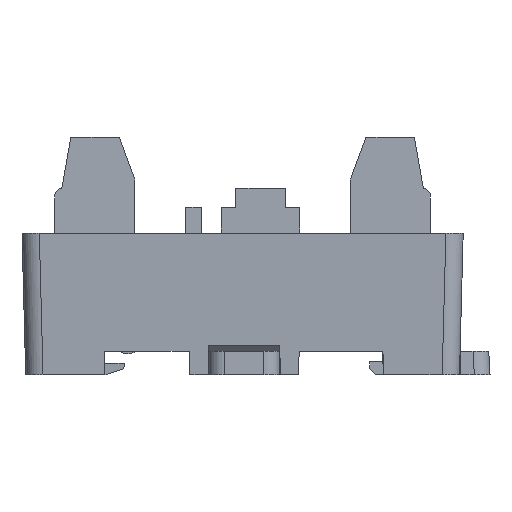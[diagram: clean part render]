
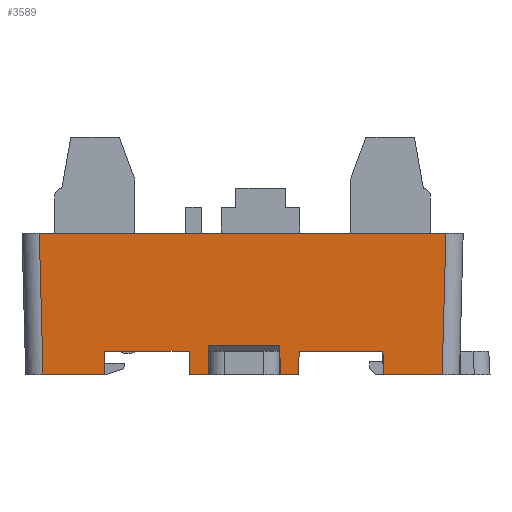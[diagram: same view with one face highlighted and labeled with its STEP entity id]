
A CAD part, left-side view. The second image highlights one B-rep face of the part: STEP entity #3589.
In plain terms, the highlighted planar face has unit normal (-1, 0, -0.026).
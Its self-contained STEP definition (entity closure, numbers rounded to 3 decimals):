
#1930=FACE_OUTER_BOUND('',#7631,.T.);
#3589=ADVANCED_FACE('',(#1930),#5339,.T.);
#5339=PLANE('',#32185);
#7631=EDGE_LOOP('',(#10270,#10271,#10272,#10273,#10274,#10275,#10276,#10277,
#10278,#10279,#10280,#10281,#10282,#10283,#10284,#10285));
#10270=ORIENTED_EDGE('',*,*,#21371,.T.);
#10271=ORIENTED_EDGE('',*,*,#21386,.F.);
#10272=ORIENTED_EDGE('',*,*,#21172,.T.);
#10273=ORIENTED_EDGE('',*,*,#21387,.F.);
#10274=ORIENTED_EDGE('',*,*,#21388,.F.);
#10275=ORIENTED_EDGE('',*,*,#21389,.T.);
#10276=ORIENTED_EDGE('',*,*,#21390,.F.);
#10277=ORIENTED_EDGE('',*,*,#21391,.T.);
#10278=ORIENTED_EDGE('',*,*,#21392,.F.);
#10279=ORIENTED_EDGE('',*,*,#21393,.T.);
#10280=ORIENTED_EDGE('',*,*,#21206,.T.);
#10281=ORIENTED_EDGE('',*,*,#21333,.T.);
#10282=ORIENTED_EDGE('',*,*,#21330,.T.);
#10283=ORIENTED_EDGE('',*,*,#21394,.T.);
#10284=ORIENTED_EDGE('',*,*,#21345,.T.);
#10285=ORIENTED_EDGE('',*,*,#21395,.T.);
#18468=VERTEX_POINT('',#43028);
#18469=VERTEX_POINT('',#43029);
#18502=VERTEX_POINT('',#43095);
#18503=VERTEX_POINT('',#43097);
#18606=VERTEX_POINT('',#43342);
#18607=VERTEX_POINT('',#43344);
#18613=VERTEX_POINT('',#43371);
#18614=VERTEX_POINT('',#43373);
#18630=VERTEX_POINT('',#43417);
#18631=VERTEX_POINT('',#43419);
#18640=VERTEX_POINT('',#43450);
#18641=VERTEX_POINT('',#43452);
#18642=VERTEX_POINT('',#43454);
#18643=VERTEX_POINT('',#43456);
#18644=VERTEX_POINT('',#43458);
#18645=VERTEX_POINT('',#43460);
#21172=EDGE_CURVE('',#18468,#18469,#25388,.T.);
#21206=EDGE_CURVE('',#18503,#18502,#25420,.T.);
#21330=EDGE_CURVE('',#18607,#18606,#25539,.T.);
#21333=EDGE_CURVE('',#18502,#18607,#25542,.T.);
#21345=EDGE_CURVE('',#18614,#18613,#25551,.T.);
#21371=EDGE_CURVE('',#18631,#18630,#25575,.T.);
#21386=EDGE_CURVE('',#18468,#18630,#25588,.T.);
#21387=EDGE_CURVE('',#18640,#18469,#25589,.T.);
#21388=EDGE_CURVE('',#18641,#18640,#25590,.T.);
#21389=EDGE_CURVE('',#18641,#18642,#25591,.T.);
#21390=EDGE_CURVE('',#18643,#18642,#25592,.T.);
#21391=EDGE_CURVE('',#18643,#18644,#25593,.T.);
#21392=EDGE_CURVE('',#18645,#18644,#25594,.T.);
#21393=EDGE_CURVE('',#18645,#18503,#25595,.T.);
#21394=EDGE_CURVE('',#18606,#18614,#25596,.T.);
#21395=EDGE_CURVE('',#18613,#18631,#25597,.T.);
#25388=LINE('',#43027,#28837);
#25420=LINE('',#43096,#28869);
#25539=LINE('',#43343,#28988);
#25542=LINE('',#43348,#28991);
#25551=LINE('',#43372,#29000);
#25575=LINE('',#43418,#29024);
#25588=LINE('',#43448,#29037);
#25589=LINE('',#43449,#29038);
#25590=LINE('',#43451,#29039);
#25591=LINE('',#43453,#29040);
#25592=LINE('',#43455,#29041);
#25593=LINE('',#43457,#29042);
#25594=LINE('',#43459,#29043);
#25595=LINE('',#43461,#29044);
#25596=LINE('',#43462,#29045);
#25597=LINE('',#43463,#29046);
#28837=VECTOR('',#34597,1.);
#28869=VECTOR('',#34633,1.);
#28988=VECTOR('',#34800,1.);
#28991=VECTOR('',#34805,1.);
#29000=VECTOR('',#34832,1.);
#29024=VECTOR('',#34866,1.);
#29037=VECTOR('',#34895,1.);
#29038=VECTOR('',#34896,1.);
#29039=VECTOR('',#34897,1.);
#29040=VECTOR('',#34898,1.);
#29041=VECTOR('',#34899,1.);
#29042=VECTOR('',#34900,1.);
#29043=VECTOR('',#34901,1.);
#29044=VECTOR('',#34902,1.);
#29045=VECTOR('',#34903,1.);
#29046=VECTOR('',#34904,1.);
#32185=AXIS2_PLACEMENT_3D('',#43464,#34905,#34906);
#34597=DIRECTION('',(0.,-1.,0.));
#34633=DIRECTION('',(0.,-1.,0.));
#34800=DIRECTION('',(0.,-1.,0.));
#34805=DIRECTION('',(0.026,-0.017,-1.));
#34832=DIRECTION('',(0.,1.,0.));
#34866=DIRECTION('',(0.,-1.,0.));
#34895=DIRECTION('',(0.026,0.017,-1.));
#34896=DIRECTION('',(-0.026,0.035,0.999));
#34897=DIRECTION('',(0.,1.,0.));
#34898=DIRECTION('',(-0.026,-0.009,1.));
#34899=DIRECTION('',(0.,1.,0.));
#34900=DIRECTION('',(0.026,-0.009,-1.));
#34901=DIRECTION('',(0.,1.,0.));
#34902=DIRECTION('',(-0.026,-0.035,0.999));
#34903=DIRECTION('',(-0.026,-0.026,0.999));
#34904=DIRECTION('',(0.026,-0.026,-0.999));
#34905=DIRECTION('',(-1.,0.,-0.026));
#34906=DIRECTION('',(0.026,0.,-1.));
#43027=CARTESIAN_POINT('',(-54.057,27.85,-15.));
#43028=CARTESIAN_POINT('',(-54.057,45.6,-15.));
#43029=CARTESIAN_POINT('',(-54.057,34.85,-15.));
#43095=CARTESIAN_POINT('',(-54.057,10.2,-15.));
#43096=CARTESIAN_POINT('',(-54.057,27.85,-15.));
#43097=CARTESIAN_POINT('',(-54.057,20.85,-15.));
#43342=CARTESIAN_POINT('',(-53.979,2.671,-18.));
#43343=CARTESIAN_POINT('',(-53.979,27.85,-18.));
#43344=CARTESIAN_POINT('',(-53.979,10.148,-18.));
#43348=CARTESIAN_POINT('',(-54.458,10.467,0.309));
#43371=CARTESIAN_POINT('',(-54.45,53.901,0.));
#43372=CARTESIAN_POINT('',(-54.45,28.35,0.));
#43373=CARTESIAN_POINT('',(-54.45,2.199,0.));
#43417=CARTESIAN_POINT('',(-53.979,45.652,-18.));
#43418=CARTESIAN_POINT('',(-53.979,28.35,-18.));
#43419=CARTESIAN_POINT('',(-53.979,53.429,-18.));
#43448=CARTESIAN_POINT('',(-54.026,45.621,-16.204));
#43449=CARTESIAN_POINT('',(-54.026,34.808,-16.202));
#43450=CARTESIAN_POINT('',(-53.979,34.745,-18.));
#43451=CARTESIAN_POINT('',(-53.979,27.85,-18.));
#43452=CARTESIAN_POINT('',(-53.979,32.426,-18.));
#43453=CARTESIAN_POINT('',(-54.026,32.411,-16.204));
#43454=CARTESIAN_POINT('',(-54.076,32.394,-14.274));
#43455=CARTESIAN_POINT('',(-54.076,237.295,-14.274));
#43456=CARTESIAN_POINT('',(-54.076,23.306,-14.274));
#43457=CARTESIAN_POINT('',(-54.026,23.29,-16.204));
#43458=CARTESIAN_POINT('',(-53.979,23.274,-18.));
#43459=CARTESIAN_POINT('',(-53.979,27.85,-18.));
#43460=CARTESIAN_POINT('',(-53.979,20.955,-18.));
#43461=CARTESIAN_POINT('',(-54.443,20.336,-0.282));
#43462=CARTESIAN_POINT('',(-54.433,2.217,-0.66));
#43463=CARTESIAN_POINT('',(-54.433,53.884,-0.66));
#43464=CARTESIAN_POINT('',(-54.45,28.35,-0.003));
